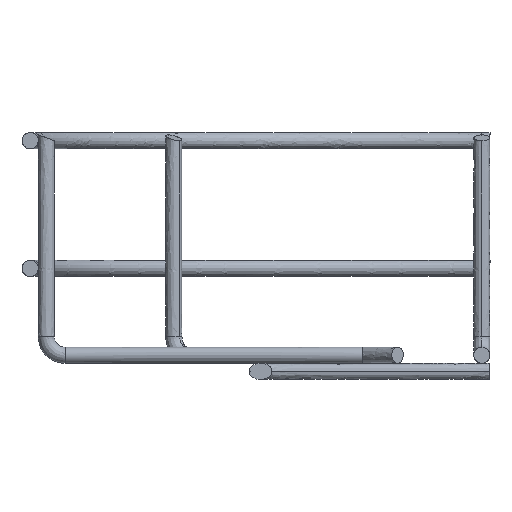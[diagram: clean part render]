
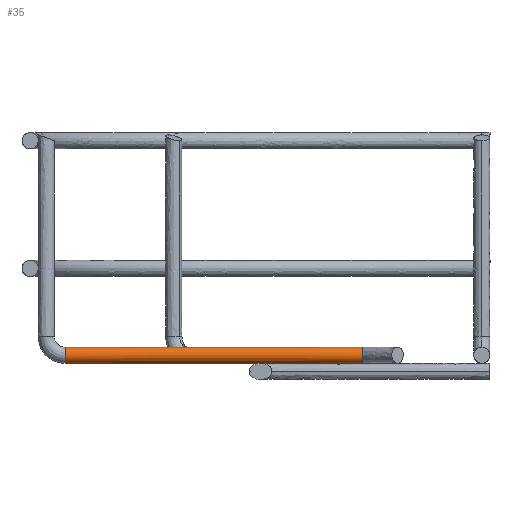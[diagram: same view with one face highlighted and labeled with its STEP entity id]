
A CAD part, left-side view. The second image highlights one B-rep face of the part: STEP entity #35.
In plain terms, the highlighted free-form (B-spline) face has degree [3, 2] with [4, 5] control points.
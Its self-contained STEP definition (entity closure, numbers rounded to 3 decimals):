
#35=ADVANCED_FACE('',(#75),#485,.T.);
#75=FACE_OUTER_BOUND('',#115,.T.);
#115=EDGE_LOOP('',(#166,#167,#168,#169));
#166=ORIENTED_EDGE('',*,*,#303,.T.);
#167=ORIENTED_EDGE('',*,*,#298,.F.);
#168=ORIENTED_EDGE('',*,*,#305,.T.);
#169=ORIENTED_EDGE('',*,*,#296,.F.);
#296=EDGE_CURVE('',#440,#441,#366,.T.);
#298=EDGE_CURVE('',#442,#443,#368,.T.);
#303=EDGE_CURVE('',#440,#443,#373,.T.);
#305=EDGE_CURVE('',#442,#441,#375,.T.);
#366=(
BOUNDED_CURVE()
B_SPLINE_CURVE(3,(#790,#791,#792,#793),.UNSPECIFIED.,.F.,.F.)
B_SPLINE_CURVE_WITH_KNOTS((4,4),(0.,69.9),.UNSPECIFIED.)
CURVE()
GEOMETRIC_REPRESENTATION_ITEM()
RATIONAL_B_SPLINE_CURVE((1.,1.,1.,1.))
REPRESENTATION_ITEM('')
);
#368=(
BOUNDED_CURVE()
B_SPLINE_CURVE(3,(#799,#800,#801,#802),.UNSPECIFIED.,.F.,.F.)
B_SPLINE_CURVE_WITH_KNOTS((4,4),(-69.9,0.),.UNSPECIFIED.)
CURVE()
GEOMETRIC_REPRESENTATION_ITEM()
RATIONAL_B_SPLINE_CURVE((1.,1.,1.,1.))
REPRESENTATION_ITEM('')
);
#373=(
BOUNDED_CURVE()
B_SPLINE_CURVE(2,(#850,#851,#852,#853,#854),.UNSPECIFIED.,.F.,.F.)
B_SPLINE_CURVE_WITH_KNOTS((3,2,3),(-5.969,-2.985,0.),
 .UNSPECIFIED.)
CURVE()
GEOMETRIC_REPRESENTATION_ITEM()
RATIONAL_B_SPLINE_CURVE((1.,0.707,1.,0.707,1.))
REPRESENTATION_ITEM('')
);
#375=(
BOUNDED_CURVE()
B_SPLINE_CURVE(2,(#860,#861,#862,#863,#864),.UNSPECIFIED.,.F.,.F.)
B_SPLINE_CURVE_WITH_KNOTS((3,2,3),(0.,2.985,5.969),
 .UNSPECIFIED.)
CURVE()
GEOMETRIC_REPRESENTATION_ITEM()
RATIONAL_B_SPLINE_CURVE((1.,0.707,1.,0.707,1.))
REPRESENTATION_ITEM('')
);
#440=VERTEX_POINT('',#746);
#441=VERTEX_POINT('',#747);
#442=VERTEX_POINT('',#748);
#443=VERTEX_POINT('',#749);
#485=(
BOUNDED_SURFACE()
B_SPLINE_SURFACE(3,2,((#659,#660,#661,#662,#663),(#664,#665,#666,#667,#668),
(#669,#670,#671,#672,#673),(#674,#675,#676,#677,#678)),.UNSPECIFIED.,.F.,
 .F.,.F.)
B_SPLINE_SURFACE_WITH_KNOTS((4,4),(3,2,3),(0.,69.9),(0.,2.985,
5.969),.UNSPECIFIED.)
GEOMETRIC_REPRESENTATION_ITEM()
RATIONAL_B_SPLINE_SURFACE(((1.,0.707,1.,0.707,1.),
(1.,0.707,1.,0.707,1.),(1.,0.707,1.,
0.707,1.),(1.,0.707,1.,0.707,1.)))
REPRESENTATION_ITEM('')
SURFACE()
);
#659=CARTESIAN_POINT('',(0.,28.,7.6));
#660=CARTESIAN_POINT('',(-1.9,28.,7.6));
#661=CARTESIAN_POINT('',(-1.9,28.,5.7));
#662=CARTESIAN_POINT('',(-1.9,28.,3.8));
#663=CARTESIAN_POINT('',(0.,28.,3.8));
#664=CARTESIAN_POINT('',(0.,51.3,7.6));
#665=CARTESIAN_POINT('',(-1.9,51.3,7.6));
#666=CARTESIAN_POINT('',(-1.9,51.3,5.7));
#667=CARTESIAN_POINT('',(-1.9,51.3,3.8));
#668=CARTESIAN_POINT('',(0.,51.3,3.8));
#669=CARTESIAN_POINT('',(0.,74.6,7.6));
#670=CARTESIAN_POINT('',(-1.9,74.6,7.6));
#671=CARTESIAN_POINT('',(-1.9,74.6,5.7));
#672=CARTESIAN_POINT('',(-1.9,74.6,3.8));
#673=CARTESIAN_POINT('',(0.,74.6,3.8));
#674=CARTESIAN_POINT('',(0.,97.9,7.6));
#675=CARTESIAN_POINT('',(-1.9,97.9,7.6));
#676=CARTESIAN_POINT('',(-1.9,97.9,5.7));
#677=CARTESIAN_POINT('',(-1.9,97.9,3.8));
#678=CARTESIAN_POINT('',(0.,97.9,3.8));
#746=CARTESIAN_POINT('',(0.,28.,3.8));
#747=CARTESIAN_POINT('',(0.,97.9,3.8));
#748=CARTESIAN_POINT('',(0.,97.9,7.6));
#749=CARTESIAN_POINT('',(0.,28.,7.6));
#790=CARTESIAN_POINT('',(0.,28.,3.8));
#791=CARTESIAN_POINT('',(0.,51.3,3.8));
#792=CARTESIAN_POINT('',(0.,74.6,3.8));
#793=CARTESIAN_POINT('',(0.,97.9,3.8));
#799=CARTESIAN_POINT('',(0.,97.9,7.6));
#800=CARTESIAN_POINT('',(0.,74.6,7.6));
#801=CARTESIAN_POINT('',(0.,51.3,7.6));
#802=CARTESIAN_POINT('',(0.,28.,7.6));
#850=CARTESIAN_POINT('',(0.,28.,3.8));
#851=CARTESIAN_POINT('',(-1.9,28.,3.8));
#852=CARTESIAN_POINT('',(-1.9,28.,5.7));
#853=CARTESIAN_POINT('',(-1.9,28.,7.6));
#854=CARTESIAN_POINT('',(0.,28.,7.6));
#860=CARTESIAN_POINT('',(0.,97.9,7.6));
#861=CARTESIAN_POINT('',(-1.9,97.9,7.6));
#862=CARTESIAN_POINT('',(-1.9,97.9,5.7));
#863=CARTESIAN_POINT('',(-1.9,97.9,3.8));
#864=CARTESIAN_POINT('',(0.,97.9,3.8));
